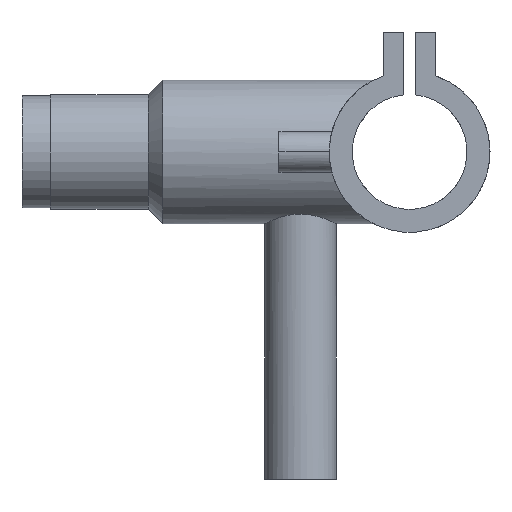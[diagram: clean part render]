
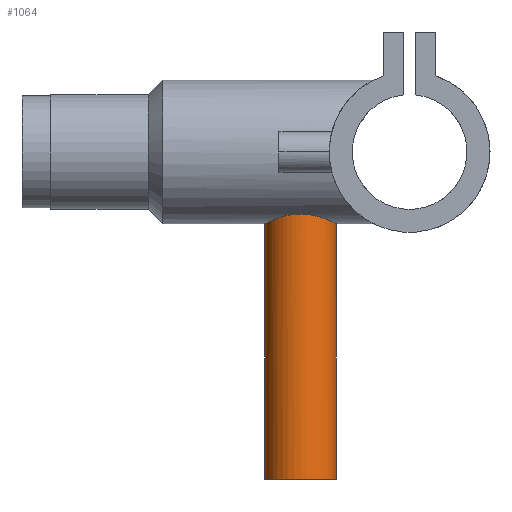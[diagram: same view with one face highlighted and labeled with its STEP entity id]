
A CAD part, left-side view. The second image highlights one B-rep face of the part: STEP entity #1064.
In plain terms, the highlighted cylindrical face has radius 12.5 mm (diameter 25 mm), a partial arc.
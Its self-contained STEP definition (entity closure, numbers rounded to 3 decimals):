
#35 = ORIENTED_EDGE ( 'NONE', *, *, #921, .T. ) ;
#91 = CARTESIAN_POINT ( 'NONE',  ( -6.308, 48.822, -24.201 ) ) ;
#104 = CARTESIAN_POINT ( 'NONE',  ( -12.068, 41.284, -21.895 ) ) ;
#116 = CARTESIAN_POINT ( 'NONE',  ( -10.827, 31.701, -22.539 ) ) ;
#129 = CARTESIAN_POINT ( 'NONE',  ( -3.285, 25.932, -24.786 ) ) ;
#134 = VECTOR ( 'NONE', #1578, 1000. ) ;
#189 = DIRECTION ( 'NONE',  ( 0., 0., -1. ) ) ;
#285 = CARTESIAN_POINT ( 'NONE',  ( -4.073, 49.825, -24.669 ) ) ;
#297 = CARTESIAN_POINT ( 'NONE',  ( -11.214, 43.581, -22.346 ) ) ;
#314 = CARTESIAN_POINT ( 'NONE',  ( -11.829, 33.938, -22.025 ) ) ;
#326 = CARTESIAN_POINT ( 'NONE',  ( -5.207, 26.629, -24.455 ) ) ;
#330 = DIRECTION ( 'NONE',  ( 0., 1., 0. ) ) ;
#344 = AXIS2_PLACEMENT_3D ( 'NONE', #1341, #2092, #330 ) ;
#346 = CIRCLE ( 'NONE', #344, 12.5 ) ;
#385 = FACE_OUTER_BOUND ( 'NONE', #468, .T. ) ;
#431 = B_SPLINE_CURVE_WITH_KNOTS ( 'NONE', 3,
 ( #1490, #2223, #487, #1299, #2054, #285, #1101, #1868, #91, #902, #1689, #2400, #701, #1500, #2233, #499, #1310, #2064, #297, #1113, #1882, #104, #917, #1700, #2410, #714, #1512, #2244, #512, #1324, #2077, #314, #1127, #1894, #116, #930, #1712, #2422, #727, #1526, #2256, #530, #1339, #2090, #326, #1139, #1905, #129, #945, #1724, #2435, #746 ),
 .UNSPECIFIED., .F., .F.,
 ( 4, 2, 2, 2, 2, 2, 2, 2, 2, 2, 2, 2, 2, 2, 2, 2, 2, 2, 2, 2, 2, 2, 2, 2, 2, 4 ),
 ( 0., 0.002, 0.004, 0.005, 0.007, 0.009, 0.01, 0.011, 0.012, 0.015, 0.016, 0.017, 0.02, 0.021, 0.022, 0.024, 0.025, 0.027, 0.029, 0.03, 0.032, 0.034, 0.035, 0.036, 0.037, 0.04 ),
 .UNSPECIFIED. ) ;
#468 = EDGE_LOOP ( 'NONE', ( #1789, #2266, #35, #1767 ) ) ;
#484 = DIRECTION ( 'NONE',  ( 0., 0., -1. ) ) ;
#487 = CARTESIAN_POINT ( 'NONE',  ( -1.666, 50.416, -24.958 ) ) ;
#499 = CARTESIAN_POINT ( 'NONE',  ( -9.913, 45.626, -22.952 ) ) ;
#512 = CARTESIAN_POINT ( 'NONE',  ( -12.335, 35.933, -21.745 ) ) ;
#530 = CARTESIAN_POINT ( 'NONE',  ( -6.637, 27.4, -24.105 ) ) ;
#608 = AXIS2_PLACEMENT_3D ( 'NONE', #1964, #189, #1003 ) ;
#624 = VERTEX_POINT ( 'NONE', #1530 ) ;
#701 = CARTESIAN_POINT ( 'NONE',  ( -8.566, 47.113, -23.489 ) ) ;
#714 = CARTESIAN_POINT ( 'NONE',  ( -12.5, 37.596, -21.65 ) ) ;
#727 = CARTESIAN_POINT ( 'NONE',  ( -9.123, 29.446, -23.278 ) ) ;
#746 = CARTESIAN_POINT ( 'NONE',  ( 0., 25.5, -25. ) ) ;
#788 = CARTESIAN_POINT ( 'NONE',  ( 0., 25.5, 0. ) ) ;
#791 = EDGE_CURVE ( 'NONE', #1069, #2112, #431, .T. ) ;
#858 = VECTOR ( 'NONE', #484, 1000. ) ;
#902 = CARTESIAN_POINT ( 'NONE',  ( -7.32, 48.141, -23.907 ) ) ;
#917 = CARTESIAN_POINT ( 'NONE',  ( -12.171, 40.879, -21.837 ) ) ;
#921 = EDGE_CURVE ( 'NONE', #1069, #1313, #1485, .T. ) ;
#930 = CARTESIAN_POINT ( 'NONE',  ( -10.151, 30.694, -22.848 ) ) ;
#945 = CARTESIAN_POINT ( 'NONE',  ( -2.879, 25.829, -24.837 ) ) ;
#1003 = DIRECTION ( 'NONE',  ( 0., 1., 0. ) ) ;
#1064 = ADVANCED_FACE ( 'NONE', ( #385 ), #1200, .T. ) ;
#1069 = VERTEX_POINT ( 'NONE', #1781 ) ;
#1101 = CARTESIAN_POINT ( 'NONE',  ( -4.463, 49.683, -24.601 ) ) ;
#1113 = CARTESIAN_POINT ( 'NONE',  ( -11.685, 42.458, -22.102 ) ) ;
#1127 = CARTESIAN_POINT ( 'NONE',  ( -11.687, 33.548, -22.101 ) ) ;
#1139 = CARTESIAN_POINT ( 'NONE',  ( -4.456, 26.314, -24.603 ) ) ;
#1200 = CYLINDRICAL_SURFACE ( 'NONE', #608, 12.5 ) ;
#1247 = EDGE_CURVE ( 'NONE', #624, #1313, #346, .T. ) ;
#1299 = CARTESIAN_POINT ( 'NONE',  ( -2.879, 50.171, -24.837 ) ) ;
#1310 = CARTESIAN_POINT ( 'NONE',  ( -10.156, 45.299, -22.846 ) ) ;
#1313 = VERTEX_POINT ( 'NONE', #2115 ) ;
#1324 = CARTESIAN_POINT ( 'NONE',  ( -12.172, 35.124, -21.837 ) ) ;
#1339 = CARTESIAN_POINT ( 'NONE',  ( -6.288, 27.189, -24.199 ) ) ;
#1341 = CARTESIAN_POINT ( 'NONE',  ( 0., 38., -114. ) ) ;
#1366 = EDGE_CURVE ( 'NONE', #2112, #624, #2470, .T. ) ;
#1485 = LINE ( 'NONE', #2220, #858 ) ;
#1490 = CARTESIAN_POINT ( 'NONE',  ( 0., 50.5, -25. ) ) ;
#1500 = CARTESIAN_POINT ( 'NONE',  ( -9.132, 46.545, -23.274 ) ) ;
#1512 = CARTESIAN_POINT ( 'NONE',  ( -12.48, 37.174, -21.662 ) ) ;
#1526 = CARTESIAN_POINT ( 'NONE',  ( -8.273, 28.595, -23.599 ) ) ;
#1530 = CARTESIAN_POINT ( 'NONE',  ( 0., 25.5, -114. ) ) ;
#1578 = DIRECTION ( 'NONE',  ( 0., 0., -1. ) ) ;
#1689 = CARTESIAN_POINT ( 'NONE',  ( -7.647, 47.896, -23.804 ) ) ;
#1700 = CARTESIAN_POINT ( 'NONE',  ( -12.416, 39.664, -21.7 ) ) ;
#1712 = CARTESIAN_POINT ( 'NONE',  ( -9.907, 30.367, -22.955 ) ) ;
#1724 = CARTESIAN_POINT ( 'NONE',  ( -1.653, 25.582, -24.959 ) ) ;
#1767 = ORIENTED_EDGE ( 'NONE', *, *, #1247, .F. ) ;
#1781 = CARTESIAN_POINT ( 'NONE',  ( 0., 50.5, -25. ) ) ;
#1789 = ORIENTED_EDGE ( 'NONE', *, *, #1366, .F. ) ;
#1868 = CARTESIAN_POINT ( 'NONE',  ( -5.595, 49.208, -24.378 ) ) ;
#1882 = CARTESIAN_POINT ( 'NONE',  ( -11.825, 42.073, -22.027 ) ) ;
#1894 = CARTESIAN_POINT ( 'NONE',  ( -11.212, 32.413, -22.348 ) ) ;
#1905 = CARTESIAN_POINT ( 'NONE',  ( -4.072, 26.175, -24.669 ) ) ;
#1964 = CARTESIAN_POINT ( 'NONE',  ( 0., 38., 0. ) ) ;
#2054 = CARTESIAN_POINT ( 'NONE',  ( -3.28, 50.069, -24.787 ) ) ;
#2064 = CARTESIAN_POINT ( 'NONE',  ( -10.832, 44.29, -22.537 ) ) ;
#2077 = CARTESIAN_POINT ( 'NONE',  ( -12.07, 34.725, -21.893 ) ) ;
#2090 = CARTESIAN_POINT ( 'NONE',  ( -5.573, 26.804, -24.374 ) ) ;
#2092 = DIRECTION ( 'NONE',  ( 0., 0., -1. ) ) ;
#2112 = VERTEX_POINT ( 'NONE', #2307 ) ;
#2115 = CARTESIAN_POINT ( 'NONE',  ( 0., 50.5, -114. ) ) ;
#2220 = CARTESIAN_POINT ( 'NONE',  ( 0., 50.5, 0. ) ) ;
#2223 = CARTESIAN_POINT ( 'NONE',  ( -0.841, 50.5, -25. ) ) ;
#2233 = CARTESIAN_POINT ( 'NONE',  ( -9.401, 46.248, -23.167 ) ) ;
#2244 = CARTESIAN_POINT ( 'NONE',  ( -12.397, 36.343, -21.71 ) ) ;
#2256 = CARTESIAN_POINT ( 'NONE',  ( -7.653, 28.083, -23.81 ) ) ;
#2266 = ORIENTED_EDGE ( 'NONE', *, *, #791, .F. ) ;
#2307 = CARTESIAN_POINT ( 'NONE',  ( 0., 25.5, -25. ) ) ;
#2400 = CARTESIAN_POINT ( 'NONE',  ( -8.269, 47.383, -23.595 ) ) ;
#2410 = CARTESIAN_POINT ( 'NONE',  ( -12.499, 38.844, -21.651 ) ) ;
#2422 = CARTESIAN_POINT ( 'NONE',  ( -9.393, 29.743, -23.17 ) ) ;
#2435 = CARTESIAN_POINT ( 'NONE',  ( -0.83, 25.5, -25. ) ) ;
#2470 = LINE ( 'NONE', #788, #134 ) ;
